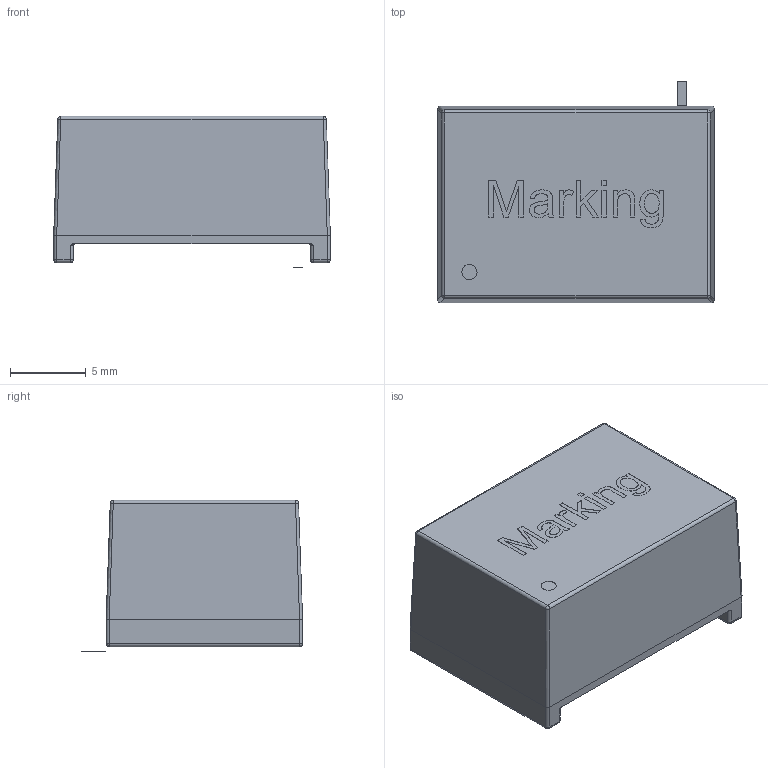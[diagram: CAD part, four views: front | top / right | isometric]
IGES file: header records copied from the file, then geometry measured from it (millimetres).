
Start section: C
Global section: file name: 749022015.igs; native system: By Siemens PLM Incorporated; preprocessor: XPlus GENERIC/IGES 17.0.49; author: Author; organization: Title; date: 20151119.150303; units: millimetre
Bounding box: 18.28 x 14.62 x 10.01 mm (x, y, z)
Volume: 744.2 mm3; surface area: 1466.9 mm2
Topology: 1 solids, 1 shells, 437 faces, 1234 edges, 796 vertices
Faces by surface type: bspline 437
